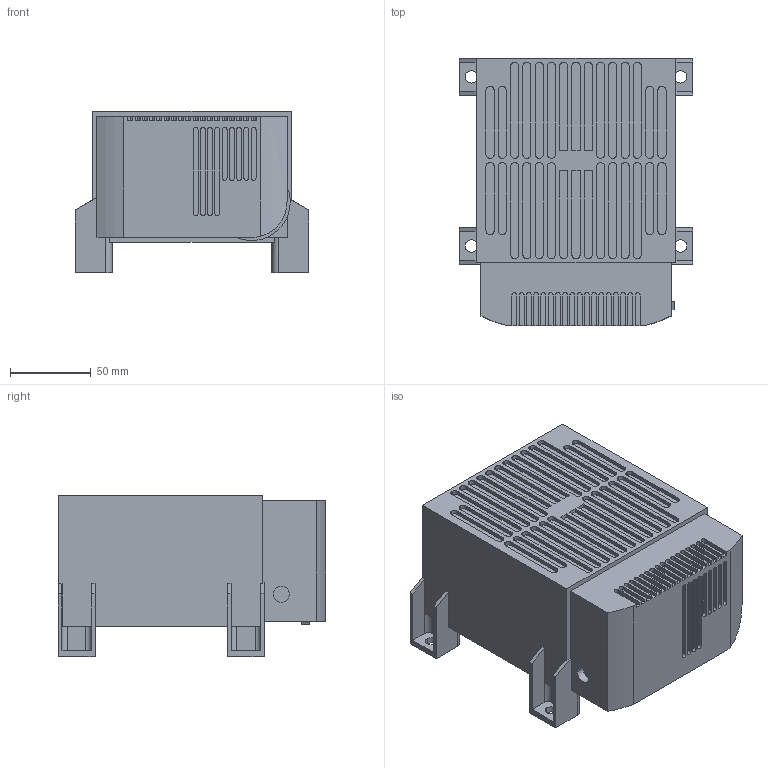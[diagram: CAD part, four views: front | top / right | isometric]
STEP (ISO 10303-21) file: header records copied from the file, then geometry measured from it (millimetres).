
FILE_DESCRIPTION (( 'STEP AP203' ), '1' );
FILE_NAME ('030973-16_Default.step', '2022-07-14T12:28:52', ( 'Windows User' ), ( '' ), 'SwSTEP 2.0', 'SolidWorks 2021', '' );
FILE_SCHEMA (( 'CONFIG_CONTROL_DESIGN' ));
Length unit declared in the file: inch
Products named in the file (1): 030973-16_Default
Bounding box: 145 x 166 x 100 mm (x, y, z)
Volume: 1383319.1 mm3; surface area: 154601.4 mm2
Topology: 1 solids, 1 shells, 667 faces, 2004 edges, 1336 vertices
Faces by surface type: plane 438, cylinder 229
Entity records: 23057 total; most frequent: CARTESIAN_POINT 4121, ORIENTED_EDGE 4008, DIRECTION 3992, EDGE_CURVE 2004, AXIS2_PLACEMENT_3D 1351, VERTEX_POINT 1336, VECTOR 1290, LINE 1290
